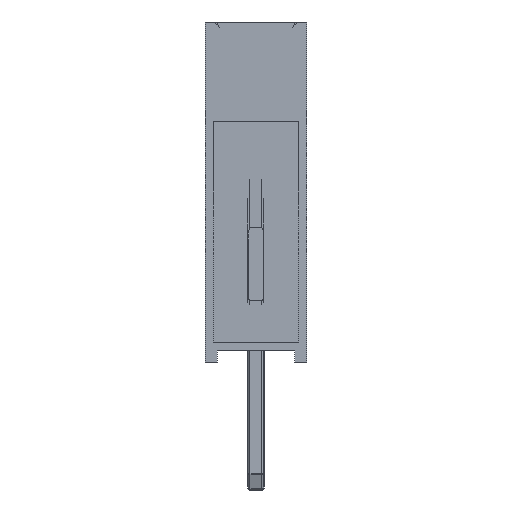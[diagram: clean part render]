
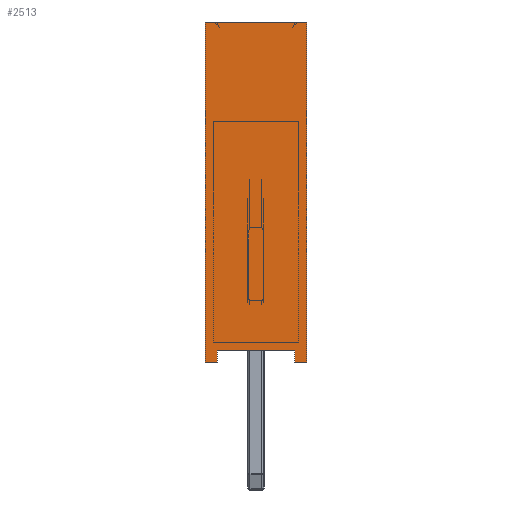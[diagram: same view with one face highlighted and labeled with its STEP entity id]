
A CAD part, left-side view. The second image highlights one B-rep face of the part: STEP entity #2513.
In plain terms, the highlighted planar face has unit normal (-1, 0, 0).
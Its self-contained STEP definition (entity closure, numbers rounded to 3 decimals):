
#417=FACE_OUTER_BOUND('',#568,.T.);
#568=EDGE_LOOP('',(#1669,#1670,#1671,#1672,#1673,#1674,#1675,#1676));
#734=LINE('',#3934,#920);
#736=LINE('',#3940,#922);
#739=LINE('',#3945,#925);
#744=LINE('',#3959,#930);
#745=LINE('',#3962,#931);
#748=LINE('',#3968,#934);
#749=LINE('',#3970,#935);
#750=LINE('',#3971,#936);
#920=VECTOR('',#3070,10.);
#922=VECTOR('',#3074,10.);
#925=VECTOR('',#3079,10.);
#930=VECTOR('',#3094,10.);
#931=VECTOR('',#3097,10.);
#934=VECTOR('',#3102,10.);
#935=VECTOR('',#3103,10.);
#936=VECTOR('',#3104,10.);
#1104=VERTEX_POINT('',#3928);
#1106=VERTEX_POINT('',#3932);
#1107=VERTEX_POINT('',#3936);
#1109=VERTEX_POINT('',#3939);
#1114=VERTEX_POINT('',#3957);
#1115=VERTEX_POINT('',#3961);
#1117=VERTEX_POINT('',#3967);
#1118=VERTEX_POINT('',#3969);
#1302=EDGE_CURVE('',#1104,#1106,#734,.T.);
#1304=EDGE_CURVE('',#1109,#1107,#736,.T.);
#1307=EDGE_CURVE('',#1106,#1109,#739,.T.);
#1316=EDGE_CURVE('',#1107,#1114,#744,.T.);
#1317=EDGE_CURVE('',#1115,#1104,#745,.T.);
#1320=EDGE_CURVE('',#1114,#1117,#748,.T.);
#1321=EDGE_CURVE('',#1118,#1117,#749,.T.);
#1322=EDGE_CURVE('',#1115,#1118,#750,.T.);
#1669=ORIENTED_EDGE('',*,*,#1302,.T.);
#1670=ORIENTED_EDGE('',*,*,#1307,.T.);
#1671=ORIENTED_EDGE('',*,*,#1304,.T.);
#1672=ORIENTED_EDGE('',*,*,#1316,.T.);
#1673=ORIENTED_EDGE('',*,*,#1320,.T.);
#1674=ORIENTED_EDGE('',*,*,#1321,.F.);
#1675=ORIENTED_EDGE('',*,*,#1322,.F.);
#1676=ORIENTED_EDGE('',*,*,#1317,.T.);
#2317=PLANE('',#2721);
#2513=ADVANCED_FACE('',(#417),#2317,.T.);
#2721=AXIS2_PLACEMENT_3D('',#3966,#3100,#3101);
#3070=DIRECTION('',(0.,0.,1.));
#3074=DIRECTION('',(0.,0.,-1.));
#3079=DIRECTION('',(0.,-1.,0.));
#3094=DIRECTION('',(0.,-1.,0.));
#3097=DIRECTION('',(0.,-1.,0.));
#3100=DIRECTION('center_axis',(-1.,0.,0.));
#3101=DIRECTION('ref_axis',(0.,-1.,0.));
#3102=DIRECTION('',(0.,0.,1.));
#3103=DIRECTION('',(0.,-1.,0.));
#3104=DIRECTION('',(0.,0.,1.));
#3928=CARTESIAN_POINT('',(-1.27,0.97,0.));
#3932=CARTESIAN_POINT('',(-1.27,0.97,0.3));
#3934=CARTESIAN_POINT('',(-1.27,0.97,0.));
#3936=CARTESIAN_POINT('',(-1.27,-0.97,0.));
#3939=CARTESIAN_POINT('',(-1.27,-0.97,0.3));
#3940=CARTESIAN_POINT('',(-1.27,-0.97,0.));
#3945=CARTESIAN_POINT('',(-1.27,0.635,0.3));
#3957=CARTESIAN_POINT('',(-1.27,-1.27,0.));
#3959=CARTESIAN_POINT('',(-1.27,1.27,0.));
#3961=CARTESIAN_POINT('',(-1.27,1.27,0.));
#3962=CARTESIAN_POINT('',(-1.27,1.27,0.));
#3966=CARTESIAN_POINT('Origin',(-1.27,1.27,0.));
#3967=CARTESIAN_POINT('',(-1.27,-1.27,8.5));
#3968=CARTESIAN_POINT('',(-1.27,-1.27,0.));
#3969=CARTESIAN_POINT('',(-1.27,1.27,8.5));
#3970=CARTESIAN_POINT('',(-1.27,1.27,8.5));
#3971=CARTESIAN_POINT('',(-1.27,1.27,0.));
